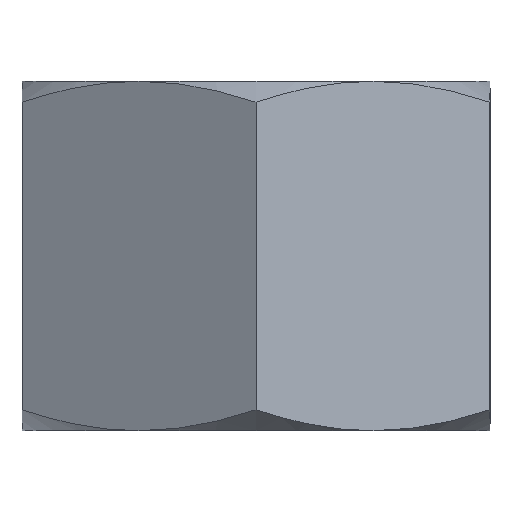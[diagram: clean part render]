
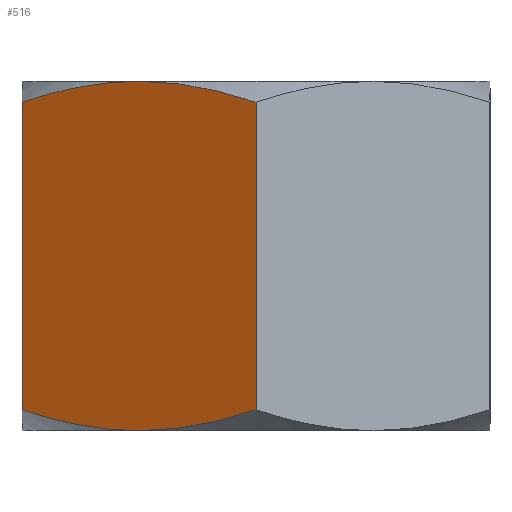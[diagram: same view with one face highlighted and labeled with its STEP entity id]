
A CAD part, front view. The second image highlights one B-rep face of the part: STEP entity #516.
In plain terms, the highlighted planar face has unit normal (-0.5, -0.866, 0).
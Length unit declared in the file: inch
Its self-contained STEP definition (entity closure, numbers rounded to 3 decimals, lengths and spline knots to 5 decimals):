
#214 = CARTESIAN_POINT ( 'NONE',  ( -0.06119, -0.8307, -0.51341 ) ) ;
#326 = CARTESIAN_POINT ( 'NONE',  ( -0.21656, -0.74099, 0.54775 ) ) ;
#430 = CARTESIAN_POINT ( 'NONE',  ( -0.75, -0.43301, 0.49301 ) ) ;
#516 = ADVANCED_FACE ( 'NONE', ( #2902 ), #1593, .F. ) ;
#656 = ORIENTED_EDGE ( 'NONE', *, *, #3606, .T. ) ;
#795 = CARTESIAN_POINT ( 'NONE',  ( -0.375, -0.64952, -0.56 ) ) ;
#861 = EDGE_LOOP ( 'NONE', ( #656, #4150, #1481, #1806, #3553, #2596 ) ) ;
#915 = CARTESIAN_POINT ( 'NONE',  ( -0.50198, -0.57621, 0.55362 ) ) ;
#1268 = CARTESIAN_POINT ( 'NONE',  ( -0.50198, -0.57621, -0.55362 ) ) ;
#1325 = CARTESIAN_POINT ( 'NONE',  ( -0.375, -0.64952, 0.56 ) ) ;
#1346 = CARTESIAN_POINT ( 'NONE',  ( -0.68865, -0.46843, 0.51346 ) ) ;
#1375 = CARTESIAN_POINT ( 'NONE',  ( -0.31126, -0.68632, 0.55805 ) ) ;
#1481 = ORIENTED_EDGE ( 'NONE', *, *, #4312, .T. ) ;
#1502 = LINE ( 'NONE', #3290, #4716 ) ;
#1549 = VERTEX_POINT ( 'NONE', #5938 ) ;
#1593 = PLANE ( 'NONE',  #5475 ) ;
#1712 = CARTESIAN_POINT ( 'NONE',  ( -0.3431, -0.66794, -0.55961 ) ) ;
#1717 = CARTESIAN_POINT ( 'NONE',  ( 0., -0.86603, -0.49301 ) ) ;
#1754 = CARTESIAN_POINT ( 'NONE',  ( -0.21656, -0.74099, -0.54775 ) ) ;
#1786 = CARTESIAN_POINT ( 'NONE',  ( -0.68865, -0.46843, -0.51346 ) ) ;
#1806 = ORIENTED_EDGE ( 'NONE', *, *, #5112, .F. ) ;
#1839 = CARTESIAN_POINT ( 'NONE',  ( -0.35909, -0.65871, 0.56 ) ) ;
#1861 = CARTESIAN_POINT ( 'NONE',  ( -0.3431, -0.66794, 0.55961 ) ) ;
#1879 = CARTESIAN_POINT ( 'NONE',  ( -0.75, -0.43301, 0.49301 ) ) ;
#1960 = VERTEX_POINT ( 'NONE', #4327 ) ;
#1978 = VERTEX_POINT ( 'NONE', #4831 ) ;
#2055 = VERTEX_POINT ( 'NONE', #430 ) ;
#2204 = CARTESIAN_POINT ( 'NONE',  ( 0., -0.86603, -0.49301 ) ) ;
#2222 = CARTESIAN_POINT ( 'NONE',  ( -0.31126, -0.68632, -0.55805 ) ) ;
#2261 = VERTEX_POINT ( 'NONE', #3909 ) ;
#2284 = CARTESIAN_POINT ( 'NONE',  ( -0.2954, -0.69548, -0.55688 ) ) ;
#2596 = ORIENTED_EDGE ( 'NONE', *, *, #4409, .F. ) ;
#2826 = EDGE_CURVE ( 'NONE', #1549, #1960, #3536, .T. ) ;
#2902 = FACE_OUTER_BOUND ( 'NONE', #861, .T. ) ;
#3013 = CARTESIAN_POINT ( 'NONE',  ( -0.75, -0.43301, 0.56 ) ) ;
#3034 = DIRECTION ( 'NONE',  ( -0.866, 0.5, 0. ) ) ;
#3290 = CARTESIAN_POINT ( 'NONE',  ( -0.75, -0.43301, 0.56 ) ) ;
#3323 = CARTESIAN_POINT ( 'NONE',  ( -0.43889, -0.61263, -0.56 ) ) ;
#3381 = CARTESIAN_POINT ( 'NONE',  ( 0., -0.86603, 0.49301 ) ) ;
#3397 = B_SPLINE_CURVE_WITH_KNOTS ( 'NONE', 3,
 ( #4769, #5324, #1712, #2222, #2284, #5239, #1754, #6246, #214, #2204 ),
 .UNSPECIFIED., .F., .F.,
 ( 4, 2, 2, 2, 4 ),
 ( 0.01113, 0.01251, 0.0139, 0.01667, 0.02222 ),
 .UNSPECIFIED. ) ;
#3516 = EDGE_CURVE ( 'NONE', #2261, #1978, #6068, .T. ) ;
#3536 = B_SPLINE_CURVE_WITH_KNOTS ( 'NONE', 3,
 ( #4783, #1786, #6347, #1268, #3323, #795 ),
 .UNSPECIFIED., .F., .F.,
 ( 4, 2, 4 ),
 ( 0., 0.00556, 0.01113 ),
 .UNSPECIFIED. ) ;
#3553 = ORIENTED_EDGE ( 'NONE', *, *, #3516, .F. ) ;
#3606 = EDGE_CURVE ( 'NONE', #2055, #1549, #1502, .T. ) ;
#3662 = DIRECTION ( 'NONE',  ( 0., 0., -1. ) ) ;
#3691 = LINE ( 'NONE', #4653, #4006 ) ;
#3877 = CARTESIAN_POINT ( 'NONE',  ( -0.12289, -0.79507, 0.53025 ) ) ;
#3909 = CARTESIAN_POINT ( 'NONE',  ( -0.375, -0.64952, 0.56 ) ) ;
#4006 = VECTOR ( 'NONE', #3662, 39.37008 ) ;
#4150 = ORIENTED_EDGE ( 'NONE', *, *, #2826, .T. ) ;
#4312 = EDGE_CURVE ( 'NONE', #1960, #5176, #3397, .T. ) ;
#4327 = CARTESIAN_POINT ( 'NONE',  ( -0.375, -0.64952, -0.56 ) ) ;
#4332 = CARTESIAN_POINT ( 'NONE',  ( -0.375, -0.64952, 0.56 ) ) ;
#4380 = CARTESIAN_POINT ( 'NONE',  ( -0.2954, -0.69548, 0.55688 ) ) ;
#4409 = EDGE_CURVE ( 'NONE', #2055, #2261, #5987, .T. ) ;
#4653 = CARTESIAN_POINT ( 'NONE',  ( 0., -0.86603, 0.56 ) ) ;
#4716 = VECTOR ( 'NONE', #5398, 39.37008 ) ;
#4769 = CARTESIAN_POINT ( 'NONE',  ( -0.375, -0.64952, -0.56 ) ) ;
#4783 = CARTESIAN_POINT ( 'NONE',  ( -0.75, -0.43301, -0.49301 ) ) ;
#4831 = CARTESIAN_POINT ( 'NONE',  ( 0., -0.86603, 0.49301 ) ) ;
#5109 = DIRECTION ( 'NONE',  ( 0.5, 0.866, 0. ) ) ;
#5112 = EDGE_CURVE ( 'NONE', #1978, #5176, #3691, .T. ) ;
#5176 = VERTEX_POINT ( 'NONE', #1717 ) ;
#5239 = CARTESIAN_POINT ( 'NONE',  ( -0.24797, -0.72286, -0.55229 ) ) ;
#5324 = CARTESIAN_POINT ( 'NONE',  ( -0.35909, -0.65871, -0.56 ) ) ;
#5398 = DIRECTION ( 'NONE',  ( 0., 0., -1. ) ) ;
#5415 = CARTESIAN_POINT ( 'NONE',  ( -0.62686, -0.50411, 0.53031 ) ) ;
#5440 = CARTESIAN_POINT ( 'NONE',  ( -0.43889, -0.61263, 0.56 ) ) ;
#5475 = AXIS2_PLACEMENT_3D ( 'NONE', #3013, #5109, #3034 ) ;
#5938 = CARTESIAN_POINT ( 'NONE',  ( -0.75, -0.43301, -0.49301 ) ) ;
#5987 = B_SPLINE_CURVE_WITH_KNOTS ( 'NONE', 3,
 ( #1879, #1346, #5415, #915, #5440, #4332 ),
 .UNSPECIFIED., .F., .F.,
 ( 4, 2, 4 ),
 ( 0., 0.00556, 0.01113 ),
 .UNSPECIFIED. ) ;
#6068 = B_SPLINE_CURVE_WITH_KNOTS ( 'NONE', 3,
 ( #1325, #1839, #1861, #1375, #4380, #6384, #326, #3877, #6316, #3381 ),
 .UNSPECIFIED., .F., .F.,
 ( 4, 2, 2, 2, 4 ),
 ( 0.01113, 0.01251, 0.0139, 0.01667, 0.02222 ),
 .UNSPECIFIED. ) ;
#6246 = CARTESIAN_POINT ( 'NONE',  ( -0.12289, -0.79507, -0.53025 ) ) ;
#6316 = CARTESIAN_POINT ( 'NONE',  ( -0.06119, -0.8307, 0.51341 ) ) ;
#6347 = CARTESIAN_POINT ( 'NONE',  ( -0.62686, -0.50411, -0.53031 ) ) ;
#6384 = CARTESIAN_POINT ( 'NONE',  ( -0.24797, -0.72286, 0.55229 ) ) ;
